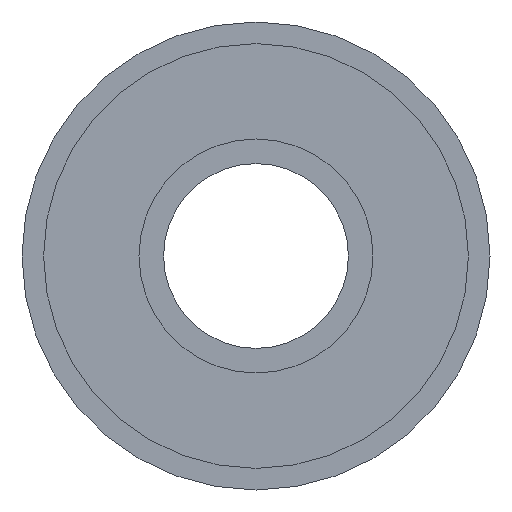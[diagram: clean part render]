
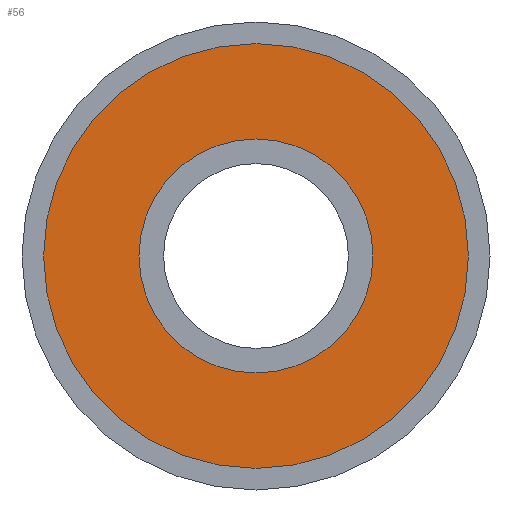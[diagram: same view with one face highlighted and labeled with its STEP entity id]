
A CAD part, front view. The second image highlights one B-rep face of the part: STEP entity #56.
In plain terms, the highlighted planar face has unit normal (0, -1, 0).
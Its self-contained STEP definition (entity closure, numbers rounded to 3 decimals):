
#4 = EDGE_CURVE ( 'NONE', #9, #9, #63, .T. ) ;
#9 = VERTEX_POINT ( 'NONE', #243 ) ;
#49 = DIRECTION ( 'NONE',  ( 0., 1., 0. ) ) ;
#56 = ADVANCED_FACE ( 'NONE', ( #307, #71 ), #233, .T. ) ;
#63 = CIRCLE ( 'NONE', #258, 18.999 ) ;
#64 = ORIENTED_EDGE ( 'NONE', *, *, #121, .F. ) ;
#71 = FACE_BOUND ( 'NONE', #228, .T. ) ;
#91 = CARTESIAN_POINT ( 'NONE',  ( 0., 4.699, 0. ) ) ;
#115 = ORIENTED_EDGE ( 'NONE', *, *, #4, .F. ) ;
#117 = CARTESIAN_POINT ( 'NONE',  ( 0., 4.699, 0. ) ) ;
#121 = EDGE_CURVE ( 'NONE', #131, #131, #254, .T. ) ;
#131 = VERTEX_POINT ( 'NONE', #269 ) ;
#136 = AXIS2_PLACEMENT_3D ( 'NONE', #91, #49, #261 ) ;
#157 = DIRECTION ( 'NONE',  ( 0., 0., -1. ) ) ;
#162 = AXIS2_PLACEMENT_3D ( 'NONE', #182, #308, #157 ) ;
#182 = CARTESIAN_POINT ( 'NONE',  ( 18.999, 4.699, 0. ) ) ;
#196 = DIRECTION ( 'NONE',  ( 0., -1., 0. ) ) ;
#228 = EDGE_LOOP ( 'NONE', ( #115 ) ) ;
#230 = DIRECTION ( 'NONE',  ( 0., 0., -1. ) ) ;
#233 = PLANE ( 'NONE',  #162 ) ;
#243 = CARTESIAN_POINT ( 'NONE',  ( 0., 4.699, -18.999 ) ) ;
#254 = CIRCLE ( 'NONE', #136, 34.493 ) ;
#258 = AXIS2_PLACEMENT_3D ( 'NONE', #117, #196, #230 ) ;
#261 = DIRECTION ( 'NONE',  ( 0., 0., -1. ) ) ;
#269 = CARTESIAN_POINT ( 'NONE',  ( 0., 4.699, -34.493 ) ) ;
#307 = FACE_OUTER_BOUND ( 'NONE', #311, .T. ) ;
#308 = DIRECTION ( 'NONE',  ( 0., -1., 0. ) ) ;
#311 = EDGE_LOOP ( 'NONE', ( #64 ) ) ;
